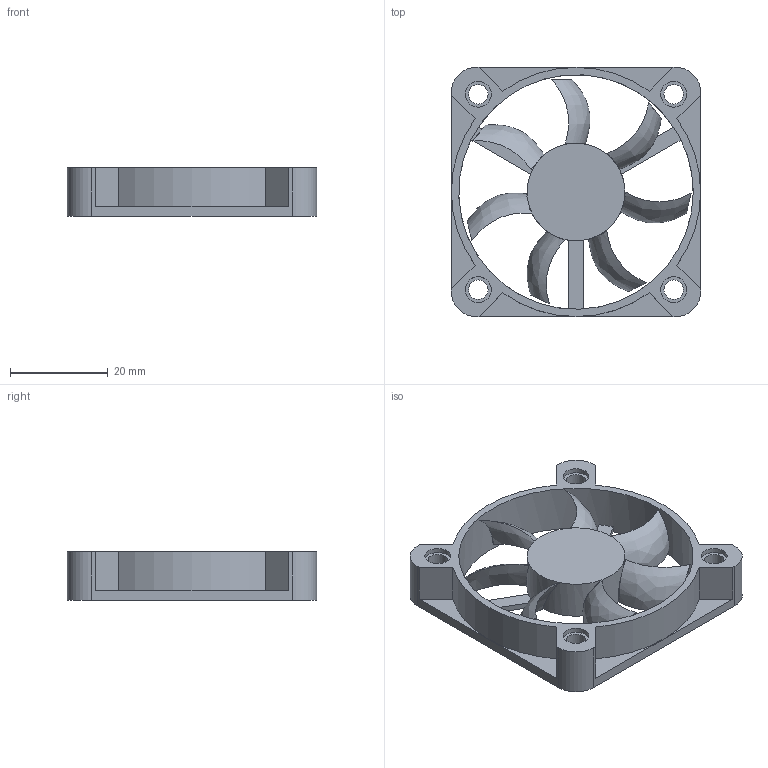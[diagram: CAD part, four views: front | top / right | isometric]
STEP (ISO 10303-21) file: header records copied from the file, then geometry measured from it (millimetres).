
FILE_DESCRIPTION(/* description */ (''),/* implementation_level */ '2;1');
FILE_NAME(/* name */ 'JAMICON FAN 50X50X10.stp',/* time_stamp */ '2014-10-11T13:33:09+08:00',/* author */ ('Phil'),/* organization */ (''),/* preprocessor_version */ 'ST-DEVELOPER v15.6',/* originating_system */ 'Autodesk Inventor 2015',/* authorisation */ '');
FILE_SCHEMA (('AUTOMOTIVE_DESIGN { 1 0 10303 214 3 1 1 }'));
Length unit declared in the file: millimetre
Products named in the file (1): JAMICON FAN 50X50X10
Bounding box: 51 x 51 x 10 mm (x, y, z)
Volume: 8351.4 mm3; surface area: 9089.2 mm2
Topology: 1 solids, 1 shells, 111 faces, 261 edges, 155 vertices
Faces by surface type: cylinder 53, plane 44, bspline 14
Full cylindrical faces by diameter (mm): 4 x4, 5.3 x4, 12 x1, 48 x1
Entity records: 3622 total; most frequent: CARTESIAN_POINT 1112, DIRECTION 534, ORIENTED_EDGE 492, EDGE_CURVE 246, AXIS2_PLACEMENT_3D 218, VERTEX_POINT 150, EDGE_LOOP 138, CIRCLE 120
